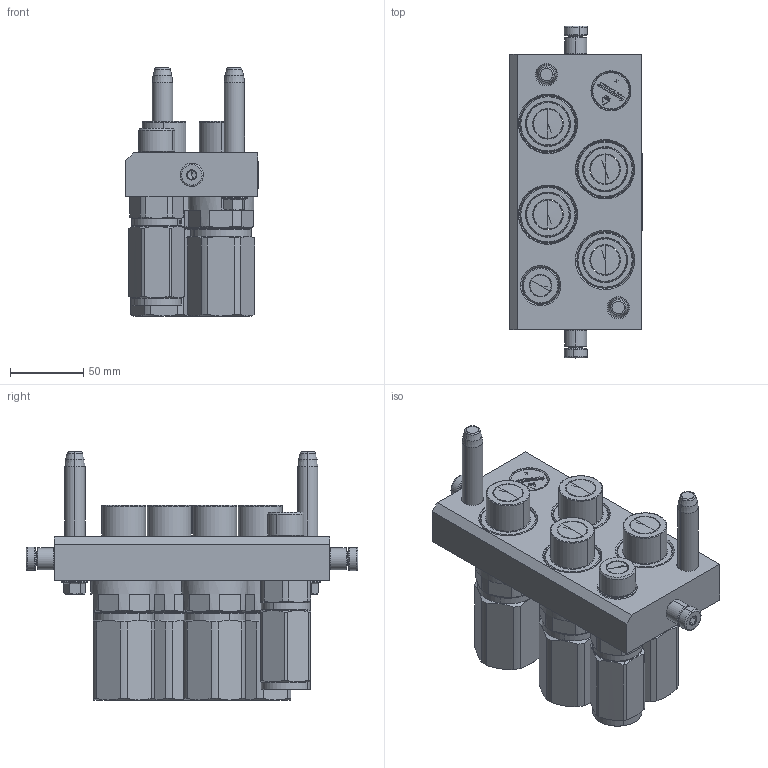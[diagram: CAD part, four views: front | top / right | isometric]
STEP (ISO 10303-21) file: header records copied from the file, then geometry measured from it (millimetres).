
FILE_DESCRIPTION (( 'STEP AP214' ), '1' );
FILE_NAME ('FASTER.step', '2021-05-14T09:06:17', ( '' ), ( '' ), 'SwSTEP 2.0', 'SolidWorks 2017', '' );
FILE_SCHEMA (( 'AUTOMOTIVE_DESIGN' ));
Length unit declared in the file: millimetre
Products named in the file (13): 4830_013_3000_030; 4830_021_1000_000.prt; TAPPO_12; 3ffnp12_gas_m; 3ffnp34_gas_m; 1540_080_0008_000.prt; 4850_010_8000_000.prt; et002; P6I_M_BASE; 4830_028_1000_011.prt; FASTER
Assembly tree (19 placements, depth 3):
  FASTER
    P6I_M_BASE
      4850_010_8000_000.prt
      4830_021_1000_000.prt  x2
      4830_028_1000_011.prt  x2
      1540_080_0008_000.prt  x2
      4830_013_3000_030  x2
    3ffnp34_gas_m  x4
      3ffnp34_gas_m
    3ffnp12_gas_m
      3ffnp12_gas_m
    TAPPO_12
    et002
Bounding box: 90.3 x 226.6 x 169.35 mm (x, y, z)
Volume: 14020.3 mm3; surface area: 205625.6 mm2
Topology: 4 solids, 62 shells, 2299 faces, 7266 edges, 4901 vertices
Faces by surface type: plane 1285, cylinder 428, cone 354, torus 130, bspline 102
Entity records: 68592 total; most frequent: CARTESIAN_POINT 17632, ORIENTED_EDGE 8600, DIRECTION 8066, EDGE_CURVE 4657, VERTEX_POINT 3091, LINE 3004, VECTOR 3004, AXIS2_PLACEMENT_3D 2531
